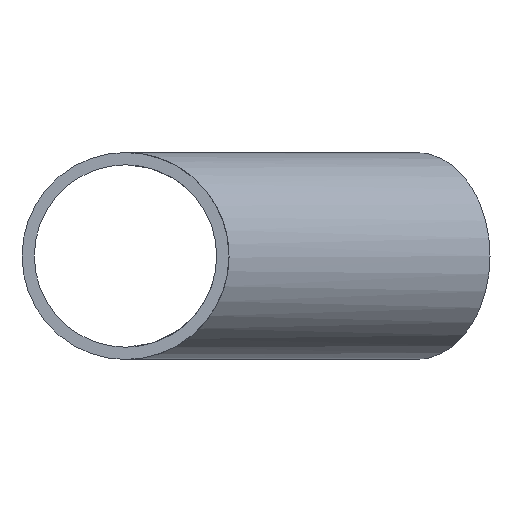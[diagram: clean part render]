
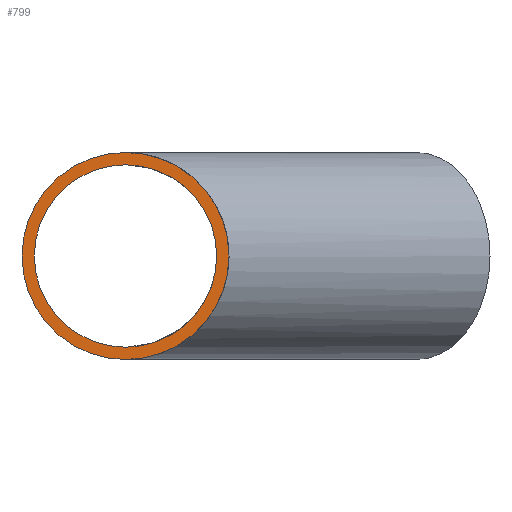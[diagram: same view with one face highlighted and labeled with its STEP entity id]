
A CAD part, front view. The second image highlights one B-rep face of the part: STEP entity #799.
In plain terms, the highlighted planar face has unit normal (0, -1, 0).
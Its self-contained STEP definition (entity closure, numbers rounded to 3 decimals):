
#345=CARTESIAN_POINT('',(-88.1,-226.,0.));
#346=VERTEX_POINT('',#345);
#353=CARTESIAN_POINT('',(0.,-226.,0.));
#354=DIRECTION('',(0.,1.,0.));
#355=DIRECTION('',(1.,0.,0.));
#356=AXIS2_PLACEMENT_3D('',#353,#354,#355);
#357=CIRCLE('',#356,88.1);
#358=EDGE_CURVE('',#346,#346,#357,.T.);
#737=CARTESIAN_POINT('',(-100.,-226.,0.));
#738=VERTEX_POINT('',#737);
#745=CARTESIAN_POINT('',(100.,-226.,0.));
#746=VERTEX_POINT('',#745);
#747=CARTESIAN_POINT('',(0.,-226.,0.));
#748=DIRECTION('',(0.,1.,0.));
#749=DIRECTION('',(1.,0.,0.));
#750=AXIS2_PLACEMENT_3D('',#747,#748,#749);
#751=CIRCLE('',#750,100.);
#752=EDGE_CURVE('',#738,#746,#751,.T.);
#754=EDGE_CURVE('',#746,#738,#751,.T.);
#787=ORIENTED_EDGE('',*,*,#754,.F.);
#788=ORIENTED_EDGE('',*,*,#752,.F.);
#789=EDGE_LOOP('',(#787,#788));
#790=FACE_OUTER_BOUND('',#789,.T.);
#791=ORIENTED_EDGE('',*,*,#358,.T.);
#792=EDGE_LOOP('',(#791));
#793=FACE_BOUND('',#792,.T.);
#794=CARTESIAN_POINT('',(0.,-226.,0.));
#795=DIRECTION('',(0.,1.,0.));
#796=DIRECTION('',(0.,0.,1.));
#797=AXIS2_PLACEMENT_3D('',#794,#795,#796);
#798=PLANE('',#797);
#799=ADVANCED_FACE('',(#790,#793),#798,.F.);
